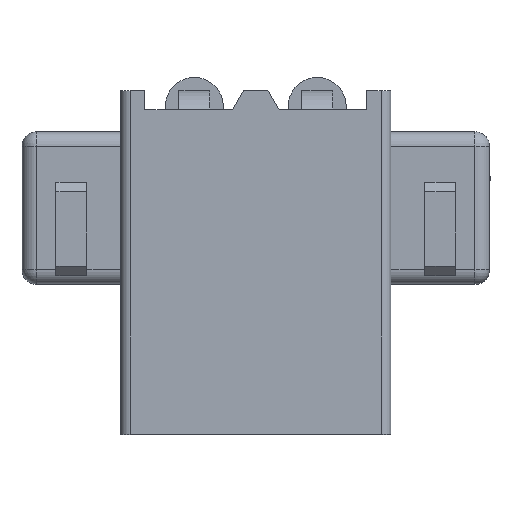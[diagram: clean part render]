
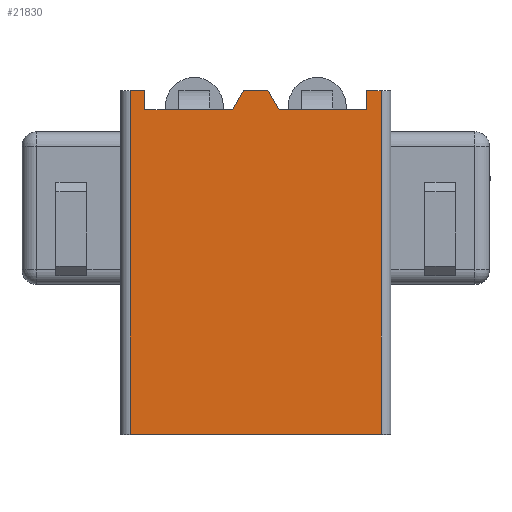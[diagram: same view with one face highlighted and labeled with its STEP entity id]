
A CAD part, top view. The second image highlights one B-rep face of the part: STEP entity #21830.
In plain terms, the highlighted face is planar.
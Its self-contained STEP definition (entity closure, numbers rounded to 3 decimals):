
#15290=CARTESIAN_POINT('',(-24.884,-45.45,
39.983));
#15300=VERTEX_POINT('',#15290);
#15330=CARTESIAN_POINT('',(-24.884,-45.45,
34.803));
#15340=DIRECTION('',(0.,0.,1.));
#15350=VECTOR('',#15340,1.);
#15360=LINE('',#15330,#15350);
#15370=CARTESIAN_POINT('',(-24.884,-45.45,
34.803));
#15380=VERTEX_POINT('',#15370);
#15390=EDGE_CURVE('',#15380,#15300,#15360,.T.);
#20760=CARTESIAN_POINT('',(-17.784,-45.45,
39.983));
#20770=VERTEX_POINT('',#20760);
#20800=CARTESIAN_POINT('',(-24.884,-45.45,
39.983));
#20810=DIRECTION('',(1.,0.,0.));
#20820=VECTOR('',#20810,1.);
#20830=LINE('',#20800,#20820);
#20840=EDGE_CURVE('',#15300,#20770,#20830,.T.);
#20960=CARTESIAN_POINT('',(-17.784,-45.45,
32.063));
#20970=DIRECTION('',(0.,1.,0.));
#20980=DIRECTION('',(0.,0.,-1.));
#20990=AXIS2_PLACEMENT_3D('',#20960,#20970,#20980);
#21000=PLANE('',#20990);
#21010=CARTESIAN_POINT('',(-17.784,-45.45,
37.643));
#21020=DIRECTION('',(-0.866,0.,0.5));
#21030=VECTOR('',#21020,1.);
#21040=LINE('',#21010,#21030);
#21050=CARTESIAN_POINT('',(-17.784,-45.45,
37.643));
#21060=VERTEX_POINT('',#21050);
#21070=CARTESIAN_POINT('',(-18.184,-45.45,
37.874));
#21080=VERTEX_POINT('',#21070);
#21090=EDGE_CURVE('',#21060,#21080,#21040,.T.);
#21100=ORIENTED_EDGE('',*,*,#21090,.T.);
#21110=CARTESIAN_POINT('',(-17.784,-45.45,
37.643));
#21120=DIRECTION('',(0.,0.,-1.));
#21130=VECTOR('',#21120,1.);
#21140=LINE('',#21110,#21130);
#21150=CARTESIAN_POINT('',(-17.784,-45.45,
37.143));
#21160=VERTEX_POINT('',#21150);
#21170=EDGE_CURVE('',#21060,#21160,#21140,.T.);
#21180=ORIENTED_EDGE('',*,*,#21170,.F.);
#21190=CARTESIAN_POINT('',(-18.184,-45.45,
36.912));
#21200=DIRECTION('',(0.866,0.,0.5));
#21210=VECTOR('',#21200,1.);
#21220=LINE('',#21190,#21210);
#21230=CARTESIAN_POINT('',(-18.184,-45.45,
36.912));
#21240=VERTEX_POINT('',#21230);
#21250=EDGE_CURVE('',#21240,#21160,#21220,.T.);
#21260=ORIENTED_EDGE('',*,*,#21250,.T.);
#21270=CARTESIAN_POINT('',(-18.184,-45.45,
35.529));
#21280=DIRECTION('',(0.,0.,-1.));
#21290=VECTOR('',#21280,1.);
#21300=LINE('',#21270,#21290);
#21310=CARTESIAN_POINT('',(-18.184,-45.45,
35.103));
#21320=VERTEX_POINT('',#21310);
#21330=EDGE_CURVE('',#21240,#21320,#21300,.T.);
#21340=ORIENTED_EDGE('',*,*,#21330,.F.);
#21350=CARTESIAN_POINT('',(-17.784,-45.45,
35.103));
#21360=DIRECTION('',(-1.,0.,0.));
#21370=VECTOR('',#21360,1.);
#21380=LINE('',#21350,#21370);
#21390=CARTESIAN_POINT('',(-17.784,-45.45,
35.103));
#21400=VERTEX_POINT('',#21390);
#21410=EDGE_CURVE('',#21400,#21320,#21380,.T.);
#21420=ORIENTED_EDGE('',*,*,#21410,.T.);
#21430=CARTESIAN_POINT('',(-17.784,-45.45,
34.803));
#21440=DIRECTION('',(0.,0.,1.));
#21450=VECTOR('',#21440,1.);
#21460=LINE('',#21430,#21450);
#21470=CARTESIAN_POINT('',(-17.784,-45.45,
34.803));
#21480=VERTEX_POINT('',#21470);
#21490=EDGE_CURVE('',#21480,#21400,#21460,.T.);
#21500=ORIENTED_EDGE('',*,*,#21490,.T.);
#21510=CARTESIAN_POINT('',(-17.784,-45.45,
34.803));
#21520=DIRECTION('',(-1.,0.,0.));
#21530=VECTOR('',#21520,1.);
#21540=LINE('',#21510,#21530);
#21550=EDGE_CURVE('',#21480,#15380,#21540,.T.);
#21560=ORIENTED_EDGE('',*,*,#21550,.F.);
#21570=ORIENTED_EDGE('',*,*,#15390,.F.);
#21580=ORIENTED_EDGE('',*,*,#20840,.F.);
#21590=CARTESIAN_POINT('',(-17.784,-45.45,
39.983));
#21600=DIRECTION('',(0.,0.,-1.));
#21610=VECTOR('',#21600,1.);
#21620=LINE('',#21590,#21610);
#21630=CARTESIAN_POINT('',(-17.784,-45.45,
39.683));
#21640=VERTEX_POINT('',#21630);
#21650=EDGE_CURVE('',#20770,#21640,#21620,.T.);
#21660=ORIENTED_EDGE('',*,*,#21650,.F.);
#21670=CARTESIAN_POINT('',(-17.784,-45.45,
39.683));
#21680=DIRECTION('',(-1.,0.,0.));
#21690=VECTOR('',#21680,1.);
#21700=LINE('',#21670,#21690);
#21710=CARTESIAN_POINT('',(-18.184,-45.45,
39.683));
#21720=VERTEX_POINT('',#21710);
#21730=EDGE_CURVE('',#21640,#21720,#21700,.T.);
#21740=ORIENTED_EDGE('',*,*,#21730,.F.);
#21750=CARTESIAN_POINT('',(-18.184,-45.45,
39.258));
#21760=DIRECTION('',(0.,0.,1.));
#21770=VECTOR('',#21760,1.);
#21780=LINE('',#21750,#21770);
#21790=EDGE_CURVE('',#21080,#21720,#21780,.T.);
#21800=ORIENTED_EDGE('',*,*,#21790,.T.);
#21810=EDGE_LOOP('',(#21800,#21740,#21660,#21580,#21570,#21560,#21500,
#21420,#21340,#21260,#21180,#21100));
#21820=FACE_OUTER_BOUND('',#21810,.T.);
#21830=ADVANCED_FACE('',(#21820),#21000,.F.);
